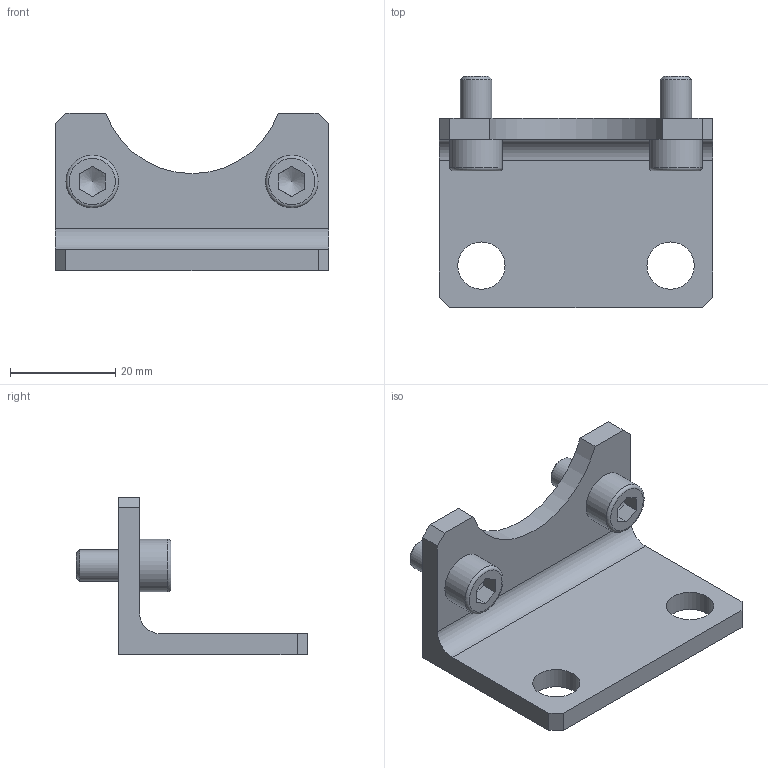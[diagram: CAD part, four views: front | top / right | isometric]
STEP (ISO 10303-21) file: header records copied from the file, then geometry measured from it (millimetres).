
FILE_DESCRIPTION(/* description */ (''),/* implementation_level */ '2;1');
FILE_NAME(/* name */ 'CAD_69598.stp',/* time_stamp */ '2016-06-22T10:23:58+02:00',/* author */ ('Hypex'),/* organization */ ('Hypex'),/* preprocessor_version */ 'ST-DEVELOPER v16.1',/* originating_system */ 'Autodesk Inventor 2016',/* authorisation */ '');
FILE_SCHEMA (('AUTOMOTIVE_DESIGN { 1 0 10303 214 3 1 1 }'));
Length unit declared in the file: millimetre
Products named in the file (1): CAD_69598
Bounding box: 52 x 44 x 30 mm (x, y, z)
Volume: 12576.8 mm3; surface area: 7789.5 mm2
Topology: 1 solids, 1 shells, 49 faces, 115 edges, 74 vertices
Faces by surface type: plane 31, cylinder 10, torus 4, cone 4
Full cylindrical faces by diameter (mm): 6 x2, 7 x2, 9 x2, 10 x2
Entity records: 1369 total; most frequent: CARTESIAN_POINT 243, DIRECTION 211, ORIENTED_EDGE 194, EDGE_CURVE 97, AXIS2_PLACEMENT_3D 76, EDGE_LOOP 75, VERTEX_POINT 72, LINE 59
